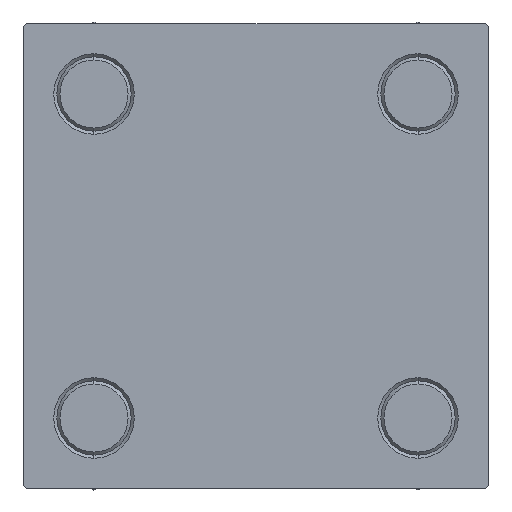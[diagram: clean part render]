
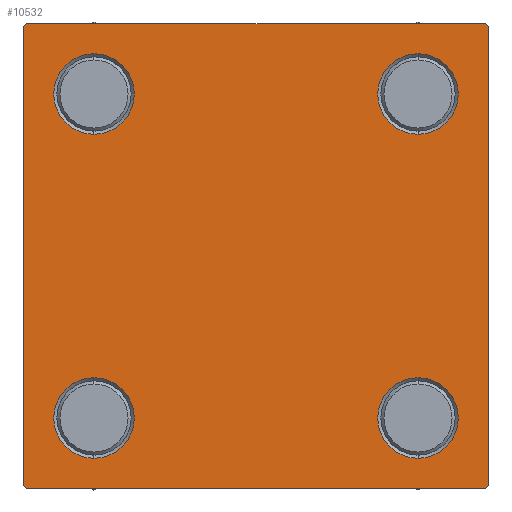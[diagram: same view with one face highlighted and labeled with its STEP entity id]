
A CAD part, left-side view. The second image highlights one B-rep face of the part: STEP entity #10532.
In plain terms, the highlighted planar face has unit normal (-1, 0, 0).
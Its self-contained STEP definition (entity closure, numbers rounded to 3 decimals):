
#4 = VERTEX_POINT ( 'NONE', #18637 ) ;
#432 = DIRECTION ( 'NONE',  ( -1., 0., 0. ) ) ;
#442 = ORIENTED_EDGE ( 'NONE', *, *, #15322, .T. ) ;
#1055 = CARTESIAN_POINT ( 'NONE',  ( 0., 37.5, -37. ) ) ;
#1210 = LINE ( 'NONE', #15516, #2821 ) ;
#1277 = DIRECTION ( 'NONE',  ( 0., -1., 0. ) ) ;
#1336 = VECTOR ( 'NONE', #22670, 1000. ) ;
#2318 = CARTESIAN_POINT ( 'NONE',  ( 0., 26.15, 19.65 ) ) ;
#2439 = DIRECTION ( 'NONE',  ( 1., 0., 0. ) ) ;
#2714 = CARTESIAN_POINT ( 'NONE',  ( 0., -37., -37.5 ) ) ;
#2723 = EDGE_LOOP ( 'NONE', ( #7035, #18783 ) ) ;
#2724 = AXIS2_PLACEMENT_3D ( 'NONE', #2886, #10899, #14435 ) ;
#2821 = VECTOR ( 'NONE', #4482, 1000. ) ;
#2886 = CARTESIAN_POINT ( 'NONE',  ( 0., 26.15, -26.15 ) ) ;
#3146 = VERTEX_POINT ( 'NONE', #5704 ) ;
#3182 = EDGE_CURVE ( 'NONE', #9381, #17891, #34793, .T. ) ;
#3415 = ORIENTED_EDGE ( 'NONE', *, *, #42247, .T. ) ;
#3550 = DIRECTION ( 'NONE',  ( 1., 0., 0. ) ) ;
#3863 = DIRECTION ( 'NONE',  ( 0., 0., -1. ) ) ;
#3908 = CIRCLE ( 'NONE', #37645, 6.5 ) ;
#4071 = CARTESIAN_POINT ( 'NONE',  ( 0., 37.25, -37.25 ) ) ;
#4075 = ORIENTED_EDGE ( 'NONE', *, *, #37409, .F. ) ;
#4206 = CARTESIAN_POINT ( 'NONE',  ( 0., 0., 0. ) ) ;
#4221 = VECTOR ( 'NONE', #1277, 1000. ) ;
#4482 = DIRECTION ( 'NONE',  ( 0., 0.707, 0.707 ) ) ;
#4659 = DIRECTION ( 'NONE',  ( 0., 0., -1. ) ) ;
#5017 = ORIENTED_EDGE ( 'NONE', *, *, #44087, .T. ) ;
#5694 = EDGE_CURVE ( 'NONE', #8389, #3146, #16444, .T. ) ;
#5704 = CARTESIAN_POINT ( 'NONE',  ( 0., -37.5, -37. ) ) ;
#5996 = ORIENTED_EDGE ( 'NONE', *, *, #5694, .F. ) ;
#7035 = ORIENTED_EDGE ( 'NONE', *, *, #43238, .T. ) ;
#8389 = VERTEX_POINT ( 'NONE', #15447 ) ;
#9068 = DIRECTION ( 'NONE',  ( 0., -0.707, 0.707 ) ) ;
#9092 = VERTEX_POINT ( 'NONE', #22666 ) ;
#9282 = EDGE_CURVE ( 'NONE', #38460, #3146, #43531, .T. ) ;
#9381 = VERTEX_POINT ( 'NONE', #14581 ) ;
#10333 = DIRECTION ( 'NONE',  ( 1., 0., 0. ) ) ;
#10407 = CARTESIAN_POINT ( 'NONE',  ( 0., 37.5, 37.5 ) ) ;
#10532 = ADVANCED_FACE ( 'NONE', ( #23050, #23296, #46950, #38647, #39149 ), #20255, .T. ) ;
#10668 = CIRCLE ( 'NONE', #15491, 6.5 ) ;
#10857 = LINE ( 'NONE', #4071, #1336 ) ;
#10899 = DIRECTION ( 'NONE',  ( 1., 0., 0. ) ) ;
#11136 = LINE ( 'NONE', #10407, #48908 ) ;
#11985 = CARTESIAN_POINT ( 'NONE',  ( 0., -26.15, 26.15 ) ) ;
#12122 = DIRECTION ( 'NONE',  ( 0., 0., 1. ) ) ;
#12215 = VERTEX_POINT ( 'NONE', #34758 ) ;
#13064 = EDGE_LOOP ( 'NONE', ( #5017, #16501 ) ) ;
#13881 = CARTESIAN_POINT ( 'NONE',  ( 0., 37., 37.5 ) ) ;
#14275 = EDGE_LOOP ( 'NONE', ( #23107, #442, #48750, #31690, #5996, #30548, #4075, #34081 ) ) ;
#14435 = DIRECTION ( 'NONE',  ( 0., 0., 1. ) ) ;
#14581 = CARTESIAN_POINT ( 'NONE',  ( 0., -26.15, 32.65 ) ) ;
#14741 = AXIS2_PLACEMENT_3D ( 'NONE', #36367, #2439, #33100 ) ;
#14846 = DIRECTION ( 'NONE',  ( 0., 0., 1. ) ) ;
#15322 = EDGE_CURVE ( 'NONE', #19301, #30291, #10857, .T. ) ;
#15447 = CARTESIAN_POINT ( 'NONE',  ( 0., -37.5, 37. ) ) ;
#15491 = AXIS2_PLACEMENT_3D ( 'NONE', #44798, #10333, #30192 ) ;
#15516 = CARTESIAN_POINT ( 'NONE',  ( 0., -37.25, 37.25 ) ) ;
#15766 = DIRECTION ( 'NONE',  ( 1., 0., 0. ) ) ;
#15782 = EDGE_CURVE ( 'NONE', #30291, #38460, #17286, .T. ) ;
#16061 = EDGE_LOOP ( 'NONE', ( #46265, #3415 ) ) ;
#16250 = CIRCLE ( 'NONE', #30726, 6.5 ) ;
#16444 = LINE ( 'NONE', #23747, #36493 ) ;
#16494 = DIRECTION ( 'NONE',  ( 0., 0., 1. ) ) ;
#16501 = ORIENTED_EDGE ( 'NONE', *, *, #33225, .T. ) ;
#17286 = LINE ( 'NONE', #44720, #42303 ) ;
#17891 = VERTEX_POINT ( 'NONE', #30514 ) ;
#18187 = VERTEX_POINT ( 'NONE', #13881 ) ;
#18637 = CARTESIAN_POINT ( 'NONE',  ( 0., 26.15, -32.65 ) ) ;
#18783 = ORIENTED_EDGE ( 'NONE', *, *, #28556, .T. ) ;
#18855 = VECTOR ( 'NONE', #27592, 1000. ) ;
#19301 = VERTEX_POINT ( 'NONE', #1055 ) ;
#19504 = DIRECTION ( 'NONE',  ( 1., 0., 0. ) ) ;
#20095 = AXIS2_PLACEMENT_3D ( 'NONE', #31620, #15766, #23818 ) ;
#20120 = EDGE_CURVE ( 'NONE', #18187, #23348, #30874, .T. ) ;
#20255 = PLANE ( 'NONE',  #33457 ) ;
#22018 = VERTEX_POINT ( 'NONE', #31969 ) ;
#22666 = CARTESIAN_POINT ( 'NONE',  ( 0., 26.15, -19.65 ) ) ;
#22670 = DIRECTION ( 'NONE',  ( 0., -0.707, -0.707 ) ) ;
#23050 = FACE_BOUND ( 'NONE', #28811, .T. ) ;
#23107 = ORIENTED_EDGE ( 'NONE', *, *, #25027, .T. ) ;
#23296 = FACE_BOUND ( 'NONE', #16061, .T. ) ;
#23309 = DIRECTION ( 'NONE',  ( 1., 0., 0. ) ) ;
#23348 = VERTEX_POINT ( 'NONE', #33686 ) ;
#23747 = CARTESIAN_POINT ( 'NONE',  ( 0., -37.5, 37.5 ) ) ;
#23802 = DIRECTION ( 'NONE',  ( 0., 0., 1. ) ) ;
#23818 = DIRECTION ( 'NONE',  ( 0., 0., 1. ) ) ;
#25027 = EDGE_CURVE ( 'NONE', #23348, #19301, #11136, .T. ) ;
#25343 = VERTEX_POINT ( 'NONE', #2318 ) ;
#27592 = DIRECTION ( 'NONE',  ( 0., 0.707, -0.707 ) ) ;
#28085 = CARTESIAN_POINT ( 'NONE',  ( 0., 37.25, 37.25 ) ) ;
#28496 = CIRCLE ( 'NONE', #33324, 6.5 ) ;
#28552 = VECTOR ( 'NONE', #9068, 1000. ) ;
#28556 = EDGE_CURVE ( 'NONE', #25343, #12215, #3908, .T. ) ;
#28811 = EDGE_LOOP ( 'NONE', ( #40149, #49698 ) ) ;
#28984 = CARTESIAN_POINT ( 'NONE',  ( 0., -37., 37.5 ) ) ;
#29000 = EDGE_CURVE ( 'NONE', #42451, #22018, #41701, .T. ) ;
#30192 = DIRECTION ( 'NONE',  ( 0., 0., 1. ) ) ;
#30291 = VERTEX_POINT ( 'NONE', #46481 ) ;
#30514 = CARTESIAN_POINT ( 'NONE',  ( 0., -26.15, 19.65 ) ) ;
#30548 = ORIENTED_EDGE ( 'NONE', *, *, #47673, .T. ) ;
#30726 = AXIS2_PLACEMENT_3D ( 'NONE', #37743, #3550, #14846 ) ;
#30874 = LINE ( 'NONE', #28085, #18855 ) ;
#31239 = CARTESIAN_POINT ( 'NONE',  ( 0., -26.15, -26.15 ) ) ;
#31602 = CIRCLE ( 'NONE', #2724, 6.5 ) ;
#31620 = CARTESIAN_POINT ( 'NONE',  ( 0., 26.15, -26.15 ) ) ;
#31690 = ORIENTED_EDGE ( 'NONE', *, *, #9282, .T. ) ;
#31969 = CARTESIAN_POINT ( 'NONE',  ( 0., -26.15, -32.65 ) ) ;
#33100 = DIRECTION ( 'NONE',  ( 0., 0., 1. ) ) ;
#33225 = EDGE_CURVE ( 'NONE', #4, #9092, #46617, .T. ) ;
#33324 = AXIS2_PLACEMENT_3D ( 'NONE', #11985, #19504, #23802 ) ;
#33457 = AXIS2_PLACEMENT_3D ( 'NONE', #4206, #432, #16494 ) ;
#33686 = CARTESIAN_POINT ( 'NONE',  ( 0., 37.5, 37. ) ) ;
#34081 = ORIENTED_EDGE ( 'NONE', *, *, #20120, .T. ) ;
#34155 = DIRECTION ( 'NONE',  ( 0., 0., 1. ) ) ;
#34758 = CARTESIAN_POINT ( 'NONE',  ( 0., 26.15, 32.65 ) ) ;
#34793 = CIRCLE ( 'NONE', #14741, 6.5 ) ;
#35938 = CARTESIAN_POINT ( 'NONE',  ( 0., -26.15, -19.65 ) ) ;
#36367 = CARTESIAN_POINT ( 'NONE',  ( 0., -26.15, 26.15 ) ) ;
#36493 = VECTOR ( 'NONE', #4659, 1000. ) ;
#37409 = EDGE_CURVE ( 'NONE', #18187, #41164, #46782, .T. ) ;
#37645 = AXIS2_PLACEMENT_3D ( 'NONE', #45726, #23309, #34155 ) ;
#37743 = CARTESIAN_POINT ( 'NONE',  ( 0., -26.15, -26.15 ) ) ;
#38460 = VERTEX_POINT ( 'NONE', #2714 ) ;
#38647 = FACE_BOUND ( 'NONE', #2723, .T. ) ;
#39149 = FACE_OUTER_BOUND ( 'NONE', #14275, .T. ) ;
#40149 = ORIENTED_EDGE ( 'NONE', *, *, #3182, .T. ) ;
#40875 = AXIS2_PLACEMENT_3D ( 'NONE', #31239, #46842, #12122 ) ;
#41164 = VERTEX_POINT ( 'NONE', #28984 ) ;
#41701 = CIRCLE ( 'NONE', #40875, 6.5 ) ;
#42247 = EDGE_CURVE ( 'NONE', #22018, #42451, #16250, .T. ) ;
#42303 = VECTOR ( 'NONE', #44965, 1000. ) ;
#42451 = VERTEX_POINT ( 'NONE', #35938 ) ;
#42776 = CARTESIAN_POINT ( 'NONE',  ( 0., -37.25, -37.25 ) ) ;
#43238 = EDGE_CURVE ( 'NONE', #12215, #25343, #10668, .T. ) ;
#43508 = CARTESIAN_POINT ( 'NONE',  ( 0., 37.5, 37.5 ) ) ;
#43531 = LINE ( 'NONE', #42776, #28552 ) ;
#44087 = EDGE_CURVE ( 'NONE', #9092, #4, #31602, .T. ) ;
#44720 = CARTESIAN_POINT ( 'NONE',  ( 0., 37.5, -37.5 ) ) ;
#44798 = CARTESIAN_POINT ( 'NONE',  ( 0., 26.15, 26.15 ) ) ;
#44965 = DIRECTION ( 'NONE',  ( 0., -1., 0. ) ) ;
#45726 = CARTESIAN_POINT ( 'NONE',  ( 0., 26.15, 26.15 ) ) ;
#46265 = ORIENTED_EDGE ( 'NONE', *, *, #29000, .T. ) ;
#46481 = CARTESIAN_POINT ( 'NONE',  ( 0., 37., -37.5 ) ) ;
#46617 = CIRCLE ( 'NONE', #20095, 6.5 ) ;
#46782 = LINE ( 'NONE', #43508, #4221 ) ;
#46842 = DIRECTION ( 'NONE',  ( 1., 0., 0. ) ) ;
#46846 = EDGE_CURVE ( 'NONE', #17891, #9381, #28496, .T. ) ;
#46950 = FACE_BOUND ( 'NONE', #13064, .T. ) ;
#47673 = EDGE_CURVE ( 'NONE', #8389, #41164, #1210, .T. ) ;
#48750 = ORIENTED_EDGE ( 'NONE', *, *, #15782, .T. ) ;
#48908 = VECTOR ( 'NONE', #3863, 1000. ) ;
#49698 = ORIENTED_EDGE ( 'NONE', *, *, #46846, .T. ) ;
